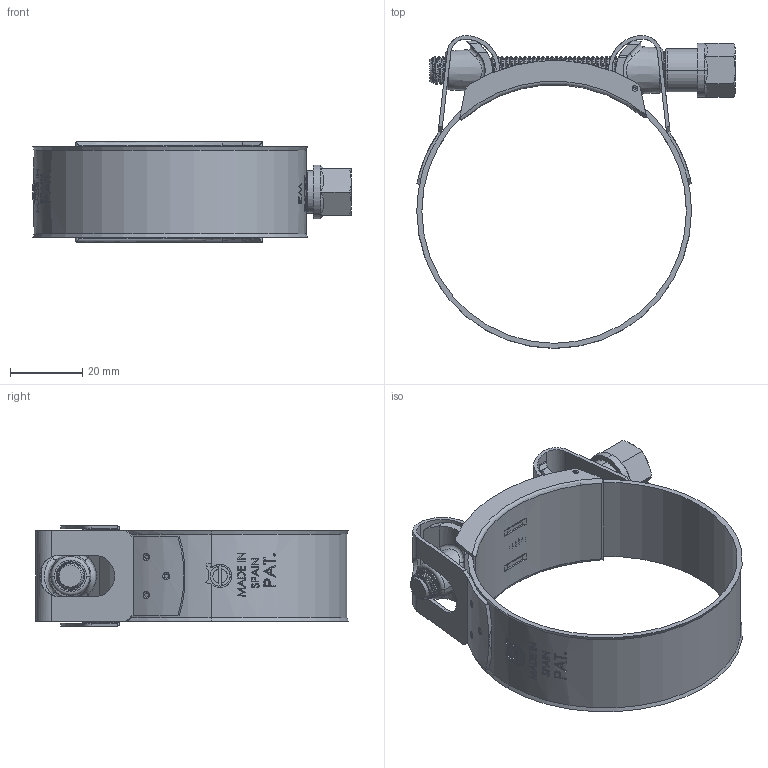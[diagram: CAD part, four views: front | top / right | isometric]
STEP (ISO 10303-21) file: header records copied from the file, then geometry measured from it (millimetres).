
FILE_DESCRIPTION (( 'STEP AP214' ), '1' );
FILE_NAME ('MK-03013180.STEP', '2018-09-10T11:52:28', ( '' ), ( '' ), 'SwSTEP 2.0', 'SolidWorks 2018', '' );
FILE_SCHEMA (( 'AUTOMOTIVE_DESIGN' ));
Length unit declared in the file: millimetre
Products named in the file (1): MK-03013180
Bounding box: 87.87 x 86.33 x 27.6 mm (x, y, z)
Volume: 17228.3 mm3; surface area: 26800.9 mm2
Topology: 5 solids, 5 shells, 822 faces, 2204 edges, 1448 vertices
Faces by surface type: bspline 266, plane 259, cylinder 231, cone 27, torus 27, sphere 12
Entity records: 74075 total; most frequent: CARTESIAN_POINT 47353, ORIENTED_EDGE 4396, DIRECTION 2534, EDGE_CURVE 2198, VERTEX_POINT 1446, B_SPLINE_CURVE_WITH_KNOTS 950, AXIS2_PLACEMENT_3D 923, EDGE_LOOP 894
